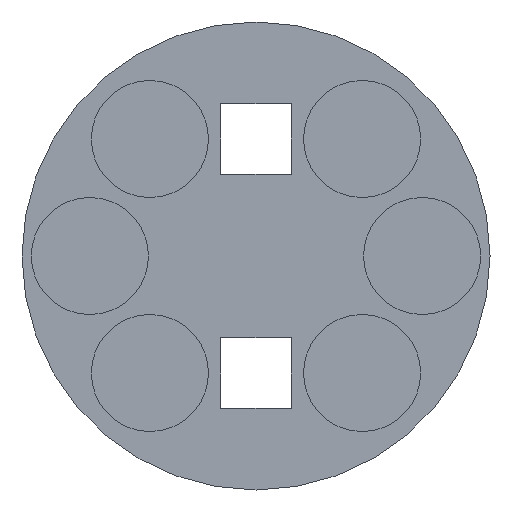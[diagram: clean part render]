
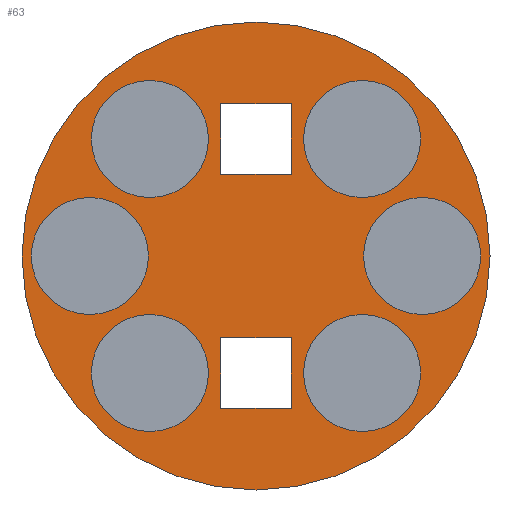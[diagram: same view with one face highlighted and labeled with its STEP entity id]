
A CAD part, front view. The second image highlights one B-rep face of the part: STEP entity #63.
In plain terms, the highlighted planar face has unit normal (0, -1, 0).
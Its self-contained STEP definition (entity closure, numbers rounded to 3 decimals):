
#63=ADVANCED_FACE('NONE',(#114,#115,#116,#117,#118,#119,#120,#121,#122),#123,.T.);
#114=FACE_OUTER_BOUND('',#191,.T.);
#115=FACE_BOUND('',#192,.T.);
#116=FACE_BOUND('',#193,.T.);
#117=FACE_BOUND('',#194,.T.);
#118=FACE_BOUND('',#195,.T.);
#119=FACE_BOUND('',#196,.T.);
#120=FACE_BOUND('',#197,.T.);
#121=FACE_BOUND('',#198,.T.);
#122=FACE_BOUND('',#199,.T.);
#123=PLANE('',#200);
#191=EDGE_LOOP('',(#351,#352));
#192=EDGE_LOOP('',(#353,#354));
#193=EDGE_LOOP('',(#355,#356));
#194=EDGE_LOOP('',(#357,#358));
#195=EDGE_LOOP('',(#359,#360,#361,#362));
#196=EDGE_LOOP('',(#363,#364,#365,#366));
#197=EDGE_LOOP('',(#367,#368));
#198=EDGE_LOOP('',(#369,#370));
#199=EDGE_LOOP('',(#371,#372));
#200=AXIS2_PLACEMENT_3D('',#373,#374,#375);
#351=ORIENTED_EDGE('',*,*,#484,.T.);
#352=ORIENTED_EDGE('',*,*,#521,.T.);
#353=ORIENTED_EDGE('',*,*,#508,.T.);
#354=ORIENTED_EDGE('',*,*,#509,.T.);
#355=ORIENTED_EDGE('',*,*,#504,.T.);
#356=ORIENTED_EDGE('',*,*,#511,.T.);
#357=ORIENTED_EDGE('',*,*,#500,.T.);
#358=ORIENTED_EDGE('',*,*,#513,.T.);
#359=ORIENTED_EDGE('',*,*,#525,.T.);
#360=ORIENTED_EDGE('',*,*,#526,.T.);
#361=ORIENTED_EDGE('',*,*,#527,.T.);
#362=ORIENTED_EDGE('',*,*,#528,.T.);
#363=ORIENTED_EDGE('',*,*,#529,.T.);
#364=ORIENTED_EDGE('',*,*,#530,.T.);
#365=ORIENTED_EDGE('',*,*,#531,.T.);
#366=ORIENTED_EDGE('',*,*,#532,.T.);
#367=ORIENTED_EDGE('',*,*,#496,.T.);
#368=ORIENTED_EDGE('',*,*,#515,.T.);
#369=ORIENTED_EDGE('',*,*,#492,.T.);
#370=ORIENTED_EDGE('',*,*,#517,.T.);
#371=ORIENTED_EDGE('',*,*,#488,.T.);
#372=ORIENTED_EDGE('',*,*,#519,.T.);
#373=CARTESIAN_POINT('',(-2.57,-12.7,2.57));
#374=DIRECTION('',(0.0,-1.0,0.0));
#375=DIRECTION('',(0.0,0.0,-1.0));
#484=EDGE_CURVE('NONE',#558,#562,#564,.T.);
#488=EDGE_CURVE('NONE',#566,#570,#572,.T.);
#492=EDGE_CURVE('NONE',#574,#578,#580,.T.);
#496=EDGE_CURVE('NONE',#582,#586,#588,.T.);
#500=EDGE_CURVE('NONE',#590,#594,#596,.T.);
#504=EDGE_CURVE('NONE',#598,#602,#604,.T.);
#508=EDGE_CURVE('NONE',#606,#610,#612,.T.);
#509=EDGE_CURVE('NONE',#610,#606,#613,.T.);
#511=EDGE_CURVE('NONE',#602,#598,#615,.T.);
#513=EDGE_CURVE('NONE',#594,#590,#617,.T.);
#515=EDGE_CURVE('NONE',#586,#582,#619,.T.);
#517=EDGE_CURVE('NONE',#578,#574,#621,.T.);
#519=EDGE_CURVE('NONE',#570,#566,#623,.T.);
#521=EDGE_CURVE('NONE',#562,#558,#625,.T.);
#525=EDGE_CURVE('NONE',#629,#630,#631,.T.);
#526=EDGE_CURVE('NONE',#630,#632,#633,.T.);
#527=EDGE_CURVE('NONE',#632,#634,#635,.T.);
#528=EDGE_CURVE('NONE',#634,#629,#636,.T.);
#529=EDGE_CURVE('NONE',#637,#638,#639,.T.);
#530=EDGE_CURVE('NONE',#638,#640,#641,.T.);
#531=EDGE_CURVE('NONE',#640,#642,#643,.T.);
#532=EDGE_CURVE('NONE',#642,#637,#644,.T.);
#558=VERTEX_POINT('NONE',#680);
#562=VERTEX_POINT('',#685);
#564=CIRCLE('',#688,2.54);
#566=VERTEX_POINT('NONE',#690);
#570=VERTEX_POINT('',#695);
#572=CIRCLE('',#698,0.635);
#574=VERTEX_POINT('NONE',#700);
#578=VERTEX_POINT('',#705);
#580=CIRCLE('',#708,0.635);
#582=VERTEX_POINT('NONE',#710);
#586=VERTEX_POINT('',#715);
#588=CIRCLE('',#718,0.635);
#590=VERTEX_POINT('NONE',#720);
#594=VERTEX_POINT('',#725);
#596=CIRCLE('',#728,0.635);
#598=VERTEX_POINT('NONE',#730);
#602=VERTEX_POINT('',#735);
#604=CIRCLE('',#738,0.635);
#606=VERTEX_POINT('NONE',#740);
#610=VERTEX_POINT('',#745);
#612=CIRCLE('',#748,0.635);
#613=CIRCLE('',#749,0.635);
#615=CIRCLE('',#751,0.635);
#617=CIRCLE('',#753,0.635);
#619=CIRCLE('',#755,0.635);
#621=CIRCLE('',#757,0.635);
#623=CIRCLE('',#759,0.635);
#625=CIRCLE('',#761,2.54);
#629=VERTEX_POINT('NONE',#765);
#630=VERTEX_POINT('NONE',#766);
#631=LINE('',#767,#768);
#632=VERTEX_POINT('NONE',#769);
#633=LINE('',#770,#771);
#634=VERTEX_POINT('NONE',#772);
#635=LINE('',#773,#774);
#636=LINE('',#775,#776);
#637=VERTEX_POINT('NONE',#777);
#638=VERTEX_POINT('NONE',#778);
#639=LINE('',#779,#780);
#640=VERTEX_POINT('NONE',#781);
#641=LINE('',#782,#783);
#642=VERTEX_POINT('NONE',#784);
#643=LINE('',#785,#786);
#644=LINE('',#787,#788);
#680=CARTESIAN_POINT('',(0.0,-12.7,-2.54));
#685=CARTESIAN_POINT('',(0.,-12.7,2.54));
#688=AXIS2_PLACEMENT_3D('',#842,#843,#844);
#690=CARTESIAN_POINT('',(-1.152,-12.7,1.905));
#695=CARTESIAN_POINT('',(-1.152,-12.7,0.635));
#698=AXIS2_PLACEMENT_3D('',#850,#851,#852);
#700=CARTESIAN_POINT('',(1.152,-12.7,-0.635));
#705=CARTESIAN_POINT('',(1.152,-12.7,-1.905));
#708=AXIS2_PLACEMENT_3D('',#858,#859,#860);
#710=CARTESIAN_POINT('',(1.803,-12.7,0.635));
#715=CARTESIAN_POINT('',(1.803,-12.7,-0.635));
#718=AXIS2_PLACEMENT_3D('',#866,#867,#868);
#720=CARTESIAN_POINT('',(1.152,-12.7,1.905));
#725=CARTESIAN_POINT('',(1.152,-12.7,0.635));
#728=AXIS2_PLACEMENT_3D('',#874,#875,#876);
#730=CARTESIAN_POINT('',(-1.152,-12.7,-0.635));
#735=CARTESIAN_POINT('',(-1.152,-12.7,-1.905));
#738=AXIS2_PLACEMENT_3D('',#882,#883,#884);
#740=CARTESIAN_POINT('',(-1.803,-12.7,0.635));
#745=CARTESIAN_POINT('',(-1.803,-12.7,-0.635));
#748=AXIS2_PLACEMENT_3D('',#890,#891,#892);
#749=AXIS2_PLACEMENT_3D('',#893,#894,#895);
#751=AXIS2_PLACEMENT_3D('',#899,#900,#901);
#753=AXIS2_PLACEMENT_3D('',#905,#906,#907);
#755=AXIS2_PLACEMENT_3D('',#911,#912,#913);
#757=AXIS2_PLACEMENT_3D('',#917,#918,#919);
#759=AXIS2_PLACEMENT_3D('',#923,#924,#925);
#761=AXIS2_PLACEMENT_3D('',#929,#930,#931);
#765=CARTESIAN_POINT('',(-0.381,-12.7,0.889));
#766=CARTESIAN_POINT('',(-0.381,-12.7,1.651));
#767=CARTESIAN_POINT('',(-0.381,-12.7,0.0));
#768=VECTOR('',#941,1000.0);
#769=CARTESIAN_POINT('',(0.381,-12.7,1.651));
#770=CARTESIAN_POINT('',(0.0,-12.7,1.651));
#771=VECTOR('',#942,1000.0);
#772=CARTESIAN_POINT('',(0.381,-12.7,0.889));
#773=CARTESIAN_POINT('',(0.381,-12.7,0.0));
#774=VECTOR('',#943,1000.0);
#775=CARTESIAN_POINT('',(0.0,-12.7,0.889));
#776=VECTOR('',#944,1000.0);
#777=CARTESIAN_POINT('',(-0.381,-12.7,-0.889));
#778=CARTESIAN_POINT('',(0.381,-12.7,-0.889));
#779=CARTESIAN_POINT('',(0.0,-12.7,-0.889));
#780=VECTOR('',#945,1000.0);
#781=CARTESIAN_POINT('',(0.381,-12.7,-1.651));
#782=CARTESIAN_POINT('',(0.381,-12.7,0.0));
#783=VECTOR('',#946,1000.0);
#784=CARTESIAN_POINT('',(-0.381,-12.7,-1.651));
#785=CARTESIAN_POINT('',(0.0,-12.7,-1.651));
#786=VECTOR('',#947,1000.0);
#787=CARTESIAN_POINT('',(-0.381,-12.7,0.0));
#788=VECTOR('',#948,1000.0);
#842=CARTESIAN_POINT('',(0.0,-12.7,0.0));
#843=DIRECTION('',(0.0,-1.0,0.0));
#844=DIRECTION('',(0.0,0.0,-1.0));
#850=CARTESIAN_POINT('',(-1.152,-12.7,1.27));
#851=DIRECTION('',(-0.0,1.0,0.0));
#852=DIRECTION('',(0.0,0.0,1.0));
#858=CARTESIAN_POINT('',(1.152,-12.7,-1.27));
#859=DIRECTION('',(-0.0,1.0,0.0));
#860=DIRECTION('',(0.0,0.0,1.0));
#866=CARTESIAN_POINT('',(1.803,-12.7,0.0));
#867=DIRECTION('',(-0.0,1.0,0.0));
#868=DIRECTION('',(0.0,0.0,1.0));
#874=CARTESIAN_POINT('',(1.152,-12.7,1.27));
#875=DIRECTION('',(-0.0,1.0,0.0));
#876=DIRECTION('',(0.0,0.0,1.0));
#882=CARTESIAN_POINT('',(-1.152,-12.7,-1.27));
#883=DIRECTION('',(-0.0,1.0,0.0));
#884=DIRECTION('',(0.0,0.0,1.0));
#890=CARTESIAN_POINT('',(-1.803,-12.7,0.0));
#891=DIRECTION('',(-0.0,1.0,0.0));
#892=DIRECTION('',(0.0,0.0,1.0));
#893=CARTESIAN_POINT('',(-1.803,-12.7,0.0));
#894=DIRECTION('',(-0.0,1.0,0.0));
#895=DIRECTION('',(0.0,0.0,1.0));
#899=CARTESIAN_POINT('',(-1.152,-12.7,-1.27));
#900=DIRECTION('',(-0.0,1.0,0.0));
#901=DIRECTION('',(0.0,0.0,1.0));
#905=CARTESIAN_POINT('',(1.152,-12.7,1.27));
#906=DIRECTION('',(-0.0,1.0,0.0));
#907=DIRECTION('',(0.0,0.0,1.0));
#911=CARTESIAN_POINT('',(1.803,-12.7,0.0));
#912=DIRECTION('',(-0.0,1.0,0.0));
#913=DIRECTION('',(0.0,0.0,1.0));
#917=CARTESIAN_POINT('',(1.152,-12.7,-1.27));
#918=DIRECTION('',(-0.0,1.0,0.0));
#919=DIRECTION('',(0.0,0.0,1.0));
#923=CARTESIAN_POINT('',(-1.152,-12.7,1.27));
#924=DIRECTION('',(-0.0,1.0,0.0));
#925=DIRECTION('',(0.0,0.0,1.0));
#929=CARTESIAN_POINT('',(0.0,-12.7,0.0));
#930=DIRECTION('',(0.0,-1.0,0.0));
#931=DIRECTION('',(0.0,0.0,-1.0));
#941=DIRECTION('',(-0.0,-0.0,1.0));
#942=DIRECTION('',(1.0,0.0,0.0));
#943=DIRECTION('',(0.0,0.0,-1.0));
#944=DIRECTION('',(-1.0,-0.0,-0.0));
#945=DIRECTION('',(1.0,0.0,0.0));
#946=DIRECTION('',(0.0,0.0,-1.0));
#947=DIRECTION('',(-1.0,-0.0,-0.0));
#948=DIRECTION('',(-0.0,-0.0,1.0));
